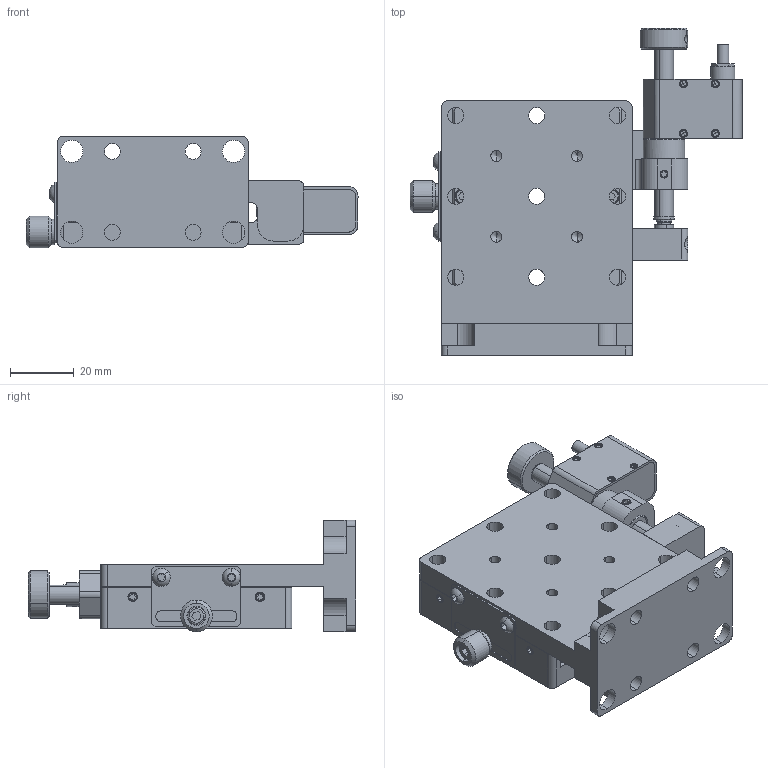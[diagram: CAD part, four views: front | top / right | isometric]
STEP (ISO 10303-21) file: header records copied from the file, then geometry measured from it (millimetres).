
FILE_DESCRIPTION (( 'STEP AP203' ), '1' );
FILE_NAME ('08PLSZ-0.5.STEP', '2025-01-10T03:49:36', ( '' ), ( '' ), 'SwSTEP 2.0', 'SolidWorks 2024', '' );
FILE_SCHEMA (( 'CONFIG_CONTROL_DESIGN' ));
Length unit declared in the file: millimetre
Products named in the file (1): 08PLSZ-0.5
Bounding box: 104.3 x 102.77 x 35.1 mm (x, y, z)
Surface area: 54460.9 mm2 (no closed solid volume)
Topology: 0 solids, 68 shells, 1519 faces, 3746 edges, 2347 vertices
Faces by surface type: plane 763, cylinder 459, cone 252, torus 40, sphere 4, bspline 1
Entity records: 47217 total; most frequent: CARTESIAN_POINT 11773, ORIENTED_EDGE 7263, DIRECTION 7205, EDGE_CURVE 3666, AXIS2_PLACEMENT_3D 2647, VERTEX_POINT 2347, LINE 1911, VECTOR 1911
